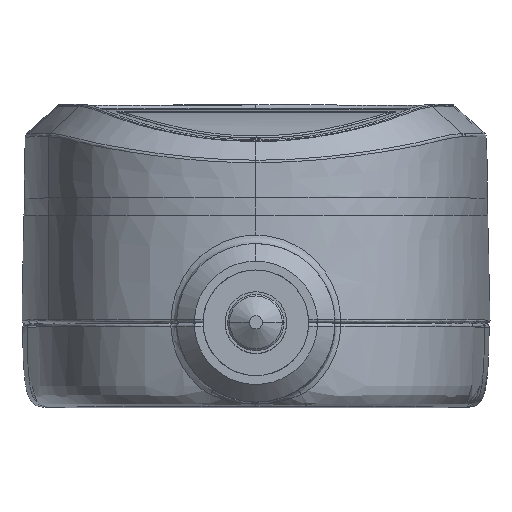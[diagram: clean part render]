
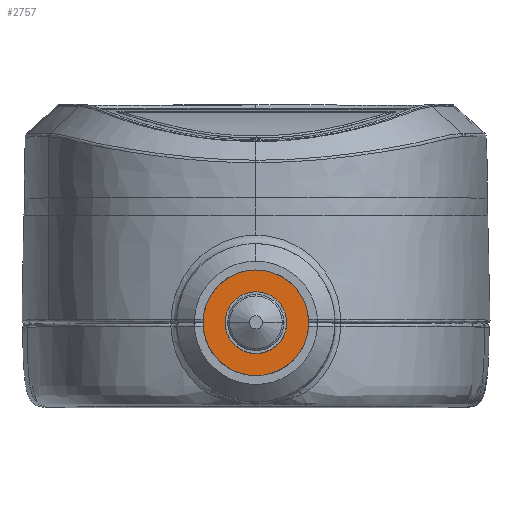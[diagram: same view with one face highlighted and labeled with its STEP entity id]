
A CAD part, top view. The second image highlights one B-rep face of the part: STEP entity #2757.
In plain terms, the highlighted planar face has unit normal (0, 0, 1).
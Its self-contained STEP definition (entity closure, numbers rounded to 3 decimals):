
#1572 = CIRCLE ( 'NONE', #32129, 3. ) ;
#2006 = CARTESIAN_POINT ( 'NONE',  ( -0.21, -0.58, 56.51 ) ) ;
#2757 = ADVANCED_FACE ( 'NONE', ( #37962, #41177 ), #37606, .F. ) ;
#2948 = DIRECTION ( 'NONE',  ( -1., 0., 0. ) ) ;
#4145 = DIRECTION ( 'NONE',  ( 0., 0., -1. ) ) ;
#7337 = CARTESIAN_POINT ( 'NONE',  ( -0.21, -0.58, 56.51 ) ) ;
#8498 = CARTESIAN_POINT ( 'NONE',  ( -1.96, -0.58, 56.51 ) ) ;
#9633 = DIRECTION ( 'NONE',  ( 0., 0., -1. ) ) ;
#9940 = ORIENTED_EDGE ( 'NONE', *, *, #27406, .F. ) ;
#14558 = CARTESIAN_POINT ( 'NONE',  ( -3.21, -0.58, 56.51 ) ) ;
#19396 = VERTEX_POINT ( 'NONE', #31452 ) ;
#23719 = AXIS2_PLACEMENT_3D ( 'NONE', #23902, #9633, #30452 ) ;
#23902 = CARTESIAN_POINT ( 'NONE',  ( -0.11, 1.167, 56.51 ) ) ;
#27332 = AXIS2_PLACEMENT_3D ( 'NONE', #83346, #63382, #2948 ) ;
#27406 = EDGE_CURVE ( 'NONE', #19396, #60889, #51020, .T. ) ;
#27875 = DIRECTION ( 'NONE',  ( 0., 0., -1. ) ) ;
#28459 = DIRECTION ( 'NONE',  ( 0., 0., 1. ) ) ;
#29205 = CIRCLE ( 'NONE', #51533, 1.75 ) ;
#30452 = DIRECTION ( 'NONE',  ( -1., 0., 0. ) ) ;
#31452 = CARTESIAN_POINT ( 'NONE',  ( 2.79, -0.58, 56.51 ) ) ;
#32117 = CARTESIAN_POINT ( 'NONE',  ( -0.21, -0.58, 56.51 ) ) ;
#32129 = AXIS2_PLACEMENT_3D ( 'NONE', #7337, #27875, #34464 ) ;
#34464 = DIRECTION ( 'NONE',  ( -1., 0., 0. ) ) ;
#37147 = EDGE_CURVE ( 'NONE', #66905, #84381, #52231, .T. ) ;
#37606 = PLANE ( 'NONE',  #23719 ) ;
#37962 = FACE_BOUND ( 'NONE', #50025, .T. ) ;
#39334 = ORIENTED_EDGE ( 'NONE', *, *, #73914, .F. ) ;
#41177 = FACE_OUTER_BOUND ( 'NONE', #84305, .T. ) ;
#50025 = EDGE_LOOP ( 'NONE', ( #85683, #65919 ) ) ;
#51020 = CIRCLE ( 'NONE', #74316, 3. ) ;
#51533 = AXIS2_PLACEMENT_3D ( 'NONE', #2006, #28459, #63604 ) ;
#51758 = DIRECTION ( 'NONE',  ( -1., 0., 0. ) ) ;
#52231 = CIRCLE ( 'NONE', #27332, 1.75 ) ;
#60889 = VERTEX_POINT ( 'NONE', #14558 ) ;
#63382 = DIRECTION ( 'NONE',  ( 0., 0., 1. ) ) ;
#63604 = DIRECTION ( 'NONE',  ( -1., 0., 0. ) ) ;
#65919 = ORIENTED_EDGE ( 'NONE', *, *, #37147, .F. ) ;
#66905 = VERTEX_POINT ( 'NONE', #74467 ) ;
#73914 = EDGE_CURVE ( 'NONE', #60889, #19396, #1572, .T. ) ;
#74102 = EDGE_CURVE ( 'NONE', #84381, #66905, #29205, .T. ) ;
#74316 = AXIS2_PLACEMENT_3D ( 'NONE', #32117, #4145, #51758 ) ;
#74467 = CARTESIAN_POINT ( 'NONE',  ( 1.54, -0.58, 56.51 ) ) ;
#83346 = CARTESIAN_POINT ( 'NONE',  ( -0.21, -0.58, 56.51 ) ) ;
#84305 = EDGE_LOOP ( 'NONE', ( #39334, #9940 ) ) ;
#84381 = VERTEX_POINT ( 'NONE', #8498 ) ;
#85683 = ORIENTED_EDGE ( 'NONE', *, *, #74102, .F. ) ;
